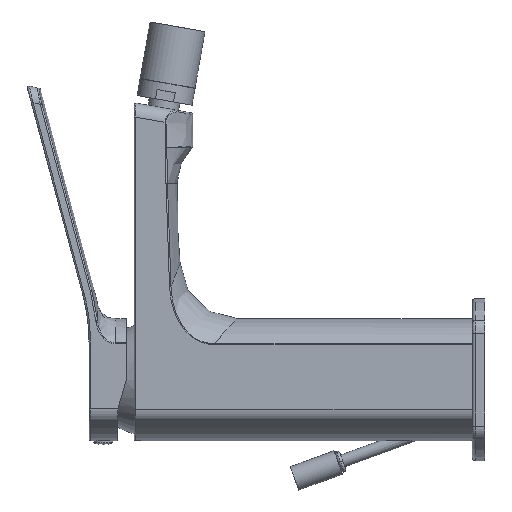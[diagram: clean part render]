
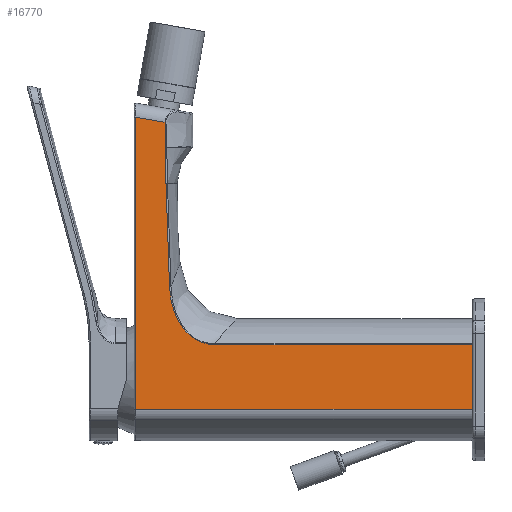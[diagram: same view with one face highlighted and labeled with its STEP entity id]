
A CAD part, left-side view. The second image highlights one B-rep face of the part: STEP entity #16770.
In plain terms, the highlighted planar face has unit normal (-1, 0, 0.009).
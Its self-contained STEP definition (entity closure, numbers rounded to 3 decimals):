
#5256=DIRECTION('',(0.009,0.,1.));
#5257=VECTOR('',#5256,20.867);
#5258=CARTESIAN_POINT('',(-18.483,0.,-9.512));
#5259=LINE('',#5258,#5257);
#5260=DIRECTION('',(0.,-1.,0.));
#5261=VECTOR('',#5260,108.7);
#5262=CARTESIAN_POINT('',(-18.483,108.7,-9.512));
#5263=LINE('',#5262,#5261);
#5264=DIRECTION('',(0.009,0.,1.));
#5265=VECTOR('',#5264,94.301);
#5266=CARTESIAN_POINT('',(-18.483,108.7,-9.512));
#5267=LINE('',#5266,#5265);
#5268=DIRECTION('',(0.002,0.985,0.174));
#5269=VECTOR('',#5268,9.632);
#5270=CARTESIAN_POINT('',(-17.674,99.214,83.113));
#5271=LINE('',#5270,#5269);
#5272=CARTESIAN_POINT('',(-17.745,98.952,74.986));
#5273=CARTESIAN_POINT('',(-17.737,98.982,75.894));
#5274=CARTESIAN_POINT('',(-17.722,99.04,77.706));
#5275=CARTESIAN_POINT('',(-17.698,99.127,80.415));
#5276=CARTESIAN_POINT('',(-17.682,99.185,82.215));
#5277=CARTESIAN_POINT('',(-17.674,99.214,83.113));
#5279=CARTESIAN_POINT('',(-17.847,98.893,63.346));
#5280=CARTESIAN_POINT('',(-17.844,98.899,63.638));
#5281=CARTESIAN_POINT('',(-17.839,98.909,64.205));
#5282=CARTESIAN_POINT('',(-17.832,98.92,64.999));
#5283=CARTESIAN_POINT('',(-17.826,98.928,65.766));
#5284=CARTESIAN_POINT('',(-17.819,98.935,66.512));
#5285=CARTESIAN_POINT('',(-17.813,98.94,67.248));
#5286=CARTESIAN_POINT('',(-17.806,98.943,67.986));
#5287=CARTESIAN_POINT('',(-17.8,98.946,68.728));
#5288=CARTESIAN_POINT('',(-17.793,98.947,69.466));
#5289=CARTESIAN_POINT('',(-17.787,98.948,70.217));
#5290=CARTESIAN_POINT('',(-17.78,98.948,71.005));
#5291=CARTESIAN_POINT('',(-17.773,98.948,71.851));
#5292=CARTESIAN_POINT('',(-17.764,98.948,72.779));
#5293=CARTESIAN_POINT('',(-17.756,98.949,73.807));
#5294=CARTESIAN_POINT('',(-17.749,98.951,74.58));
#5295=CARTESIAN_POINT('',(-17.745,98.952,74.986));
#5297=CARTESIAN_POINT('',(-17.847,98.893,63.346));
#5298=CARTESIAN_POINT('',(-17.862,98.833,61.576));
#5299=CARTESIAN_POINT('',(-17.892,98.715,58.114));
#5300=CARTESIAN_POINT('',(-17.936,98.547,53.177));
#5301=CARTESIAN_POINT('',(-17.977,98.386,48.426));
#5302=CARTESIAN_POINT('',(-18.017,98.228,43.803));
#5303=CARTESIAN_POINT('',(-18.057,98.073,39.245));
#5304=CARTESIAN_POINT('',(-18.097,97.918,34.697));
#5305=CARTESIAN_POINT('',(-18.124,97.814,31.615));
#5306=CARTESIAN_POINT('',(-18.137,97.761,30.067));
#5308=CARTESIAN_POINT('',(-18.137,97.761,30.067));
#5309=CARTESIAN_POINT('',(-18.14,97.749,29.728));
#5310=CARTESIAN_POINT('',(-18.146,97.714,29.053));
#5311=CARTESIAN_POINT('',(-18.155,97.625,28.047));
#5312=CARTESIAN_POINT('',(-18.164,97.499,27.053));
#5313=CARTESIAN_POINT('',(-18.172,97.34,26.074));
#5314=CARTESIAN_POINT('',(-18.18,97.146,25.115));
#5315=CARTESIAN_POINT('',(-18.189,96.922,24.178));
#5316=CARTESIAN_POINT('',(-18.197,96.668,23.269));
#5317=CARTESIAN_POINT('',(-18.204,96.386,22.389));
#5318=CARTESIAN_POINT('',(-18.212,96.079,21.543));
#5319=CARTESIAN_POINT('',(-18.219,95.75,20.733));
#5320=CARTESIAN_POINT('',(-18.225,95.401,19.96));
#5321=CARTESIAN_POINT('',(-18.232,95.034,19.226));
#5322=CARTESIAN_POINT('',(-18.238,94.652,18.531));
#5323=CARTESIAN_POINT('',(-18.244,94.258,17.876));
#5324=CARTESIAN_POINT('',(-18.249,93.852,17.26));
#5325=CARTESIAN_POINT('',(-18.254,93.437,16.684));
#5326=CARTESIAN_POINT('',(-18.259,93.015,16.145));
#5327=CARTESIAN_POINT('',(-18.263,92.586,15.643));
#5328=CARTESIAN_POINT('',(-18.267,92.151,15.176));
#5329=CARTESIAN_POINT('',(-18.271,91.712,14.743));
#5330=CARTESIAN_POINT('',(-18.274,91.269,14.342));
#5331=CARTESIAN_POINT('',(-18.278,90.821,13.971));
#5332=CARTESIAN_POINT('',(-18.281,90.368,13.629));
#5333=CARTESIAN_POINT('',(-18.283,89.912,13.315));
#5334=CARTESIAN_POINT('',(-18.286,89.449,13.026));
#5335=CARTESIAN_POINT('',(-18.288,88.982,12.763));
#5336=CARTESIAN_POINT('',(-18.29,88.507,12.523));
#5337=CARTESIAN_POINT('',(-18.292,88.025,12.306));
#5338=CARTESIAN_POINT('',(-18.294,87.533,12.111));
#5339=CARTESIAN_POINT('',(-18.295,87.032,11.938));
#5340=CARTESIAN_POINT('',(-18.297,86.519,11.787));
#5341=CARTESIAN_POINT('',(-18.298,85.993,11.658));
#5342=CARTESIAN_POINT('',(-18.299,85.45,11.55));
#5343=CARTESIAN_POINT('',(-18.3,84.891,11.464));
#5344=CARTESIAN_POINT('',(-18.3,84.313,11.401));
#5345=CARTESIAN_POINT('',(-18.3,83.716,11.363));
#5346=CARTESIAN_POINT('',(-18.301,83.305,11.354));
#5347=CARTESIAN_POINT('',(-18.301,83.096,11.354));
#5349=DIRECTION('',(0.,-1.,0.));
#5350=VECTOR('',#5349,83.096);
#5351=CARTESIAN_POINT('',(-18.301,83.096,11.354));
#5352=LINE('',#5351,#5350);
#7233=VERTEX_POINT('',#5308);
#7234=VERTEX_POINT('',#5347);
#7236=VERTEX_POINT('',#5297);
#7237=VERTEX_POINT('',#5295);
#7239=VERTEX_POINT('',#5277);
#7261=CARTESIAN_POINT('',(-17.66,108.7,84.786));
#7262=VERTEX_POINT('',#7261);
#7269=CARTESIAN_POINT('',(-18.483,108.7,-9.512));
#7270=VERTEX_POINT('',#7269);
#7595=CARTESIAN_POINT('',(-18.483,0.,-9.512));
#7596=CARTESIAN_POINT('',(-18.301,0.,11.354));
#7597=VERTEX_POINT('',#7595);
#7598=VERTEX_POINT('',#7596);
#16749=CARTESIAN_POINT('',(-18.5,0.,-11.504));
#16750=DIRECTION('',(-1.,0.,0.009));
#16751=DIRECTION('',(0.,1.,0.));
#16752=AXIS2_PLACEMENT_3D('',#16749,#16750,#16751);
#16753=PLANE('',#16752);
#16754=ORIENTED_EDGE('',*,*,#11562,.F.);
#16755=ORIENTED_EDGE('',*,*,#11516,.F.);
#16756=ORIENTED_EDGE('',*,*,#11258,.T.);
#16758=ORIENTED_EDGE('',*,*,#16757,.F.);
#16760=ORIENTED_EDGE('',*,*,#16759,.F.);
#16762=ORIENTED_EDGE('',*,*,#16761,.F.);
#16764=ORIENTED_EDGE('',*,*,#16763,.T.);
#16766=ORIENTED_EDGE('',*,*,#16765,.T.);
#16767=ORIENTED_EDGE('',*,*,#16734,.T.);
#16768=EDGE_LOOP('',(#16754,#16755,#16756,#16758,#16760,#16762,#16764,#16766,
#16767));
#16769=FACE_OUTER_BOUND('',#16768,.F.);
#16770=ADVANCED_FACE('',(#16769),#16753,.T.);
#5278=B_SPLINE_CURVE_WITH_KNOTS('',3,(#5272,#5273,#5274,#5275,#5276,#5277),
.UNSPECIFIED.,.F.,.F.,(4,1,1,4),(0.,0.333,0.667,1.),
.UNSPECIFIED.);
#5296=B_SPLINE_CURVE_WITH_KNOTS('',3,(#5279,#5280,#5281,#5282,#5283,#5284,#5285,
#5286,#5287,#5288,#5289,#5290,#5291,#5292,#5293,#5294,#5295),.UNSPECIFIED.,.F.,
.F.,(4,1,1,1,1,1,1,1,1,1,1,1,1,1,4),(0.,0.071,0.143,
0.214,0.286,0.357,0.429,0.5,
0.571,0.643,0.714,0.786,
0.857,0.929,1.),.UNSPECIFIED.);
#5307=B_SPLINE_CURVE_WITH_KNOTS('',3,(#5297,#5298,#5299,#5300,#5301,#5302,#5303,
#5304,#5305,#5306),.UNSPECIFIED.,.F.,.F.,(4,1,1,1,1,1,1,4),(0.,
0.143,0.286,0.429,0.571,
0.714,0.857,1.),.UNSPECIFIED.);
#5348=B_SPLINE_CURVE_WITH_KNOTS('',3,(#5308,#5309,#5310,#5311,#5312,#5313,#5314,
#5315,#5316,#5317,#5318,#5319,#5320,#5321,#5322,#5323,#5324,#5325,#5326,#5327,
#5328,#5329,#5330,#5331,#5332,#5333,#5334,#5335,#5336,#5337,#5338,#5339,#5340,
#5341,#5342,#5343,#5344,#5345,#5346,#5347),.UNSPECIFIED.,.F.,.F.,(4,1,1,1,1,1,1,
1,1,1,1,1,1,1,1,1,1,1,1,1,1,1,1,1,1,1,1,1,1,1,1,1,1,1,1,1,1,4),(0.,
0.027,0.054,0.081,0.108,
0.135,0.162,0.189,0.216,
0.243,0.27,0.297,0.324,
0.351,0.378,0.405,0.432,
0.459,0.486,0.514,0.541,
0.568,0.595,0.622,0.649,
0.676,0.703,0.73,0.757,
0.784,0.811,0.838,0.865,
0.892,0.919,0.946,0.973,1.),
.UNSPECIFIED.);
#11258=EDGE_CURVE('',#7270,#7262,#5267,.T.);
#11516=EDGE_CURVE('',#7270,#7597,#5263,.T.);
#11562=EDGE_CURVE('',#7597,#7598,#5259,.T.);
#16734=EDGE_CURVE('',#7234,#7598,#5352,.T.);
#16757=EDGE_CURVE('',#7239,#7262,#5271,.T.);
#16759=EDGE_CURVE('',#7237,#7239,#5278,.T.);
#16761=EDGE_CURVE('',#7236,#7237,#5296,.T.);
#16763=EDGE_CURVE('',#7236,#7233,#5307,.T.);
#16765=EDGE_CURVE('',#7233,#7234,#5348,.T.);
